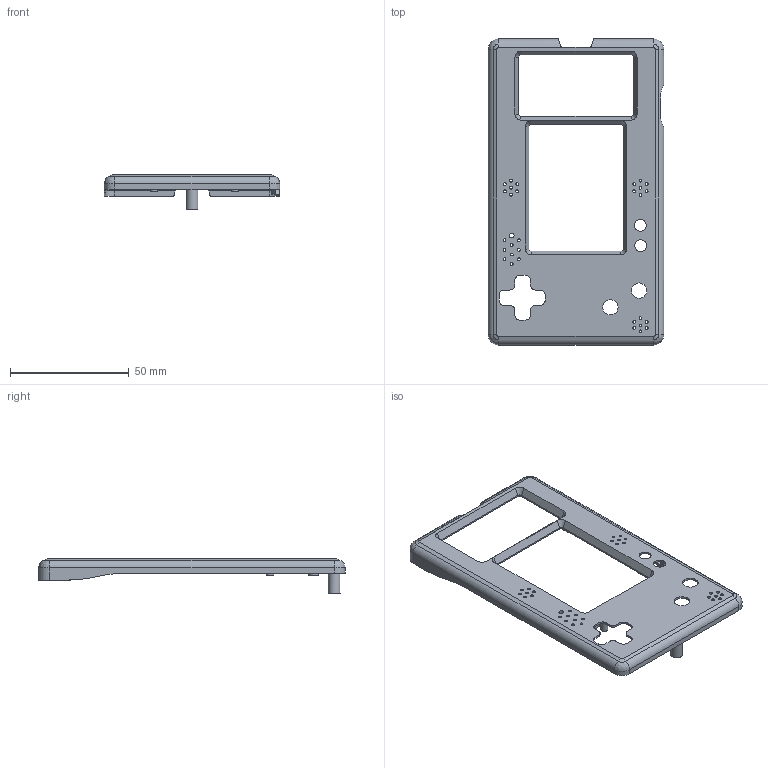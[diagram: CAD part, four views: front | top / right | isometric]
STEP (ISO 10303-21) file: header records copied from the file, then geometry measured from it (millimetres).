
FILE_DESCRIPTION(/* description */ ('STEP AP214','CAx-IF Rec.Pracs.---Representation and Presentation of Product Manufacturing Information (PMI)---4.0---2014-10-13'),/* implementation_level */ '2;1');
FILE_NAME(/* name */ 'Top-Holes for filament btns.step',/* time_stamp */ '2025-04-01T23:42:03+11:00',/* author */ (''),/* organization */ (''),/* preprocessor_version */ 'ST-DEVELOPER v20',/* originating_system */ 'Autodesk Translation Framework v13.20.0.188',/* authorisation */ '');
FILE_SCHEMA (('AP242_MANAGED_MODEL_BASED_3D_ENGINEERING_MIM_LF { 1 0 10303 442 1 1 4 }'));
Length unit declared in the file: millimetre
Products named in the file (1): case
Bounding box: 74.1 x 129 x 14.5 mm (x, y, z)
Volume: 11069.2 mm3; surface area: 18066.9 mm2
Topology: 1 solids, 1 shells, 368 faces, 1048 edges, 690 vertices
Faces by surface type: plane 208, cylinder 116, cone 27, bspline 17
Full cylindrical faces by diameter (mm): 1.2 x30, 1.9 x6, 2 x1, 2.5 x1, 3 x2, 4 x1, 5 x2, 5.002 x1, 6.464 x1, 6.502 x1
Entity records: 14779 total; most frequent: CARTESIAN_POINT 4861, ORIENTED_EDGE 2096, DIRECTION 2007, EDGE_CURVE 1048, VERTEX_POINT 690, LINE 687, VECTOR 687, AXIS2_PLACEMENT_3D 660
